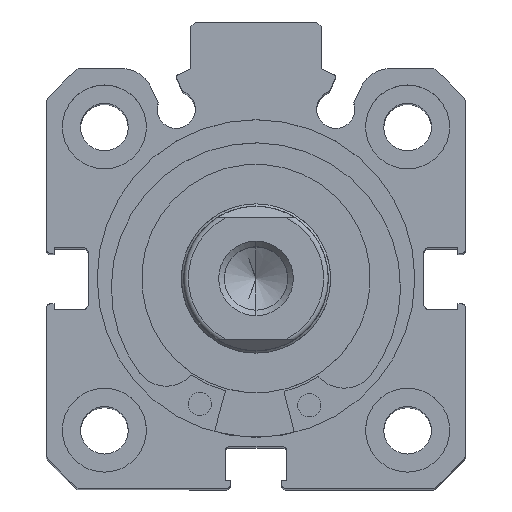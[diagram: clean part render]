
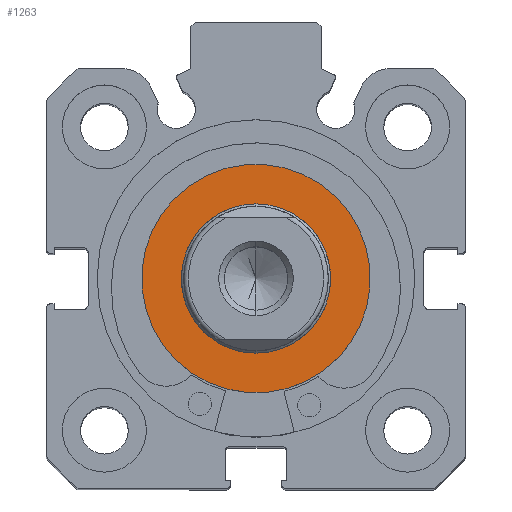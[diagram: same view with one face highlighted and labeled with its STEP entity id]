
A CAD part, top view. The second image highlights one B-rep face of the part: STEP entity #1263.
In plain terms, the highlighted face is planar.
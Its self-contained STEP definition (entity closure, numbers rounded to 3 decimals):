
#633 = ORIENTED_EDGE ( 'NONE', *, *, #1430, .T. ) ;
#634 = ORIENTED_EDGE ( 'NONE', *, *, #1378, .T. ) ;
#635 = ORIENTED_EDGE ( 'NONE', *, *, #1376, .F. ) ;
#636 = ORIENTED_EDGE ( 'NONE', *, *, #1432, .F. ) ;
#1141 = FACE_BOUND ( 'NONE', #2011, .T. ) ;
#1145 = FACE_OUTER_BOUND ( 'NONE', #1770, .T. ) ;
#1263 = ADVANCED_FACE ( 'NONE', ( #1141, #1145 ), #2926, .F. ) ;
#1376 = EDGE_CURVE ( 'NONE', #1484, #1526, #3575, .T. ) ;
#1378 = EDGE_CURVE ( 'NONE', #1521, #1516, #3578, .T. ) ;
#1430 = EDGE_CURVE ( 'NONE', #1516, #1521, #3649, .T. ) ;
#1432 = EDGE_CURVE ( 'NONE', #1526, #1484, #3653, .T. ) ;
#1484 = VERTEX_POINT ( 'NONE', #3471 ) ;
#1516 = VERTEX_POINT ( 'NONE', #3506 ) ;
#1521 = VERTEX_POINT ( 'NONE', #3511 ) ;
#1526 = VERTEX_POINT ( 'NONE', #4533 ) ;
#1770 = EDGE_LOOP ( 'NONE', ( #634, #633 ) ) ;
#2011 = EDGE_LOOP ( 'NONE', ( #636, #635 ) ) ;
#2925 = CARTESIAN_POINT ( 'NONE',  ( 0., 12.25, 0. ) ) ;
#2926 = PLANE ( 'NONE',  #6365 ) ;
#2927 = DIRECTION ( 'NONE',  ( 1., 0., 0. ) ) ;
#2928 = DIRECTION ( 'NONE',  ( 0., 0., -1. ) ) ;
#3176 = CARTESIAN_POINT ( 'NONE',  ( 0., 0., 0. ) ) ;
#3177 = DIRECTION ( 'NONE',  ( -1., 0., 0. ) ) ;
#3178 = DIRECTION ( 'NONE',  ( 0., 0., 1. ) ) ;
#3181 = CARTESIAN_POINT ( 'NONE',  ( 0., 0., 0. ) ) ;
#3182 = DIRECTION ( 'NONE',  ( -1., 0., 0. ) ) ;
#3183 = DIRECTION ( 'NONE',  ( 0., 0., 1. ) ) ;
#3316 = CARTESIAN_POINT ( 'NONE',  ( 0., 0., 0. ) ) ;
#3317 = CARTESIAN_POINT ( 'NONE',  ( 0., 0., 0. ) ) ;
#3318 = DIRECTION ( 'NONE',  ( -1., 0., 0. ) ) ;
#3319 = DIRECTION ( 'NONE',  ( 0., 0., 1. ) ) ;
#3324 = DIRECTION ( 'NONE',  ( -1., 0., 0. ) ) ;
#3325 = DIRECTION ( 'NONE',  ( 0., 0., 1. ) ) ;
#3471 = CARTESIAN_POINT ( 'NONE',  ( 0., 0., -8. ) ) ;
#3506 = CARTESIAN_POINT ( 'NONE',  ( 0., 0., -12.25 ) ) ;
#3511 = CARTESIAN_POINT ( 'NONE',  ( 0., 0., 12.25 ) ) ;
#3575 = CIRCLE ( 'NONE', #6410, 8. ) ;
#3578 = CIRCLE ( 'NONE', #6409, 12.25 ) ;
#3649 = CIRCLE ( 'NONE', #6438, 12.25 ) ;
#3653 = CIRCLE ( 'NONE', #6444, 8. ) ;
#4533 = CARTESIAN_POINT ( 'NONE',  ( 0., 0., 8. ) ) ;
#6365 = AXIS2_PLACEMENT_3D ( 'NONE', #2925, #2927, #2928 ) ;
#6409 = AXIS2_PLACEMENT_3D ( 'NONE', #3181, #3182, #3183 ) ;
#6410 = AXIS2_PLACEMENT_3D ( 'NONE', #3176, #3177, #3178 ) ;
#6438 = AXIS2_PLACEMENT_3D ( 'NONE', #3316, #3318, #3319 ) ;
#6444 = AXIS2_PLACEMENT_3D ( 'NONE', #3317, #3324, #3325 ) ;
